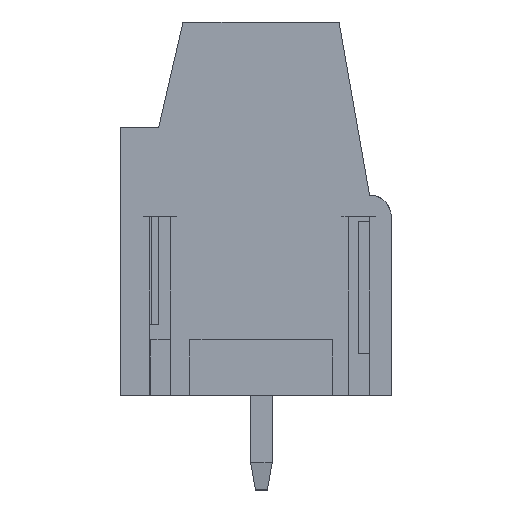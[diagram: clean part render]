
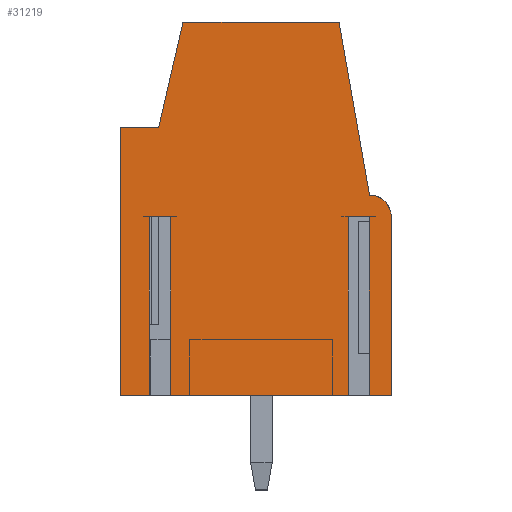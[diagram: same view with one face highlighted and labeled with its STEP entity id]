
A CAD part, left-side view. The second image highlights one B-rep face of the part: STEP entity #31219.
In plain terms, the highlighted planar face has unit normal (-1, 0, 0).
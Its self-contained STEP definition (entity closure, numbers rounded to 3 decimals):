
#31156=AXIS2_PLACEMENT_3D('Plane Axis2P3D',#31153,#31154,#31155) ;
#30131=CARTESIAN_POINT('Vertex',(0.,0.,3.5)) ;
#30134=CARTESIAN_POINT('Line Origine',(0.,0.405,3.5)) ;
#30138=CARTESIAN_POINT('Vertex',(0.,0.81,3.5)) ;
#30159=CARTESIAN_POINT('Vertex',(0.,1.59,3.5)) ;
#30162=CARTESIAN_POINT('Line Origine',(0.,4.875,3.5)) ;
#30166=CARTESIAN_POINT('Vertex',(0.,8.16,3.5)) ;
#30187=CARTESIAN_POINT('Vertex',(0.,8.94,3.5)) ;
#30190=CARTESIAN_POINT('Line Origine',(0.,9.47,3.5)) ;
#30194=CARTESIAN_POINT('Vertex',(0.,10.,3.5)) ;
#30638=CARTESIAN_POINT('Line Origine',(0.,10.,8.45)) ;
#30642=CARTESIAN_POINT('Vertex',(0.,10.,13.4)) ;
#30789=CARTESIAN_POINT('Vertex',(0.,8.6,13.4)) ;
#30792=CARTESIAN_POINT('Line Origine',(0.,8.15,15.35)) ;
#30796=CARTESIAN_POINT('Vertex',(0.,7.7,17.3)) ;
#30827=CARTESIAN_POINT('Line Origine',(0.,4.814,17.3)) ;
#30831=CARTESIAN_POINT('Vertex',(0.,1.928,17.3)) ;
#30894=CARTESIAN_POINT('Line Origine',(0.,1.364,14.1)) ;
#30898=CARTESIAN_POINT('Vertex',(0.,0.8,10.9)) ;
#30926=CARTESIAN_POINT('Control Point',(0.,0.,10.1)) ;
#30927=CARTESIAN_POINT('Control Point',(0.,0.,10.414)) ;
#30928=CARTESIAN_POINT('Control Point',(0.,0.168,10.732)) ;
#30929=CARTESIAN_POINT('Control Point',(0.,0.486,10.9)) ;
#30930=CARTESIAN_POINT('Control Point',(0.,0.8,10.9)) ;
#30931=CARTESIAN_POINT('Vertex',(0.,0.,10.1)) ;
#30960=CARTESIAN_POINT('Line Origine',(0.,0.,6.8)) ;
#31153=CARTESIAN_POINT('Axis2P3D Location',(0.,10.,0.3)) ;
#31158=CARTESIAN_POINT('Line Origine',(0.,1.59,6.8)) ;
#31162=CARTESIAN_POINT('Vertex',(0.,1.59,10.1)) ;
#31165=CARTESIAN_POINT('Line Origine',(0.,1.2,10.1)) ;
#31169=CARTESIAN_POINT('Vertex',(0.,0.81,10.1)) ;
#31172=CARTESIAN_POINT('Line Origine',(0.,0.81,6.8)) ;
#31177=CARTESIAN_POINT('Line Origine',(0.,9.3,13.4)) ;
#31182=CARTESIAN_POINT('Line Origine',(0.,8.94,6.8)) ;
#31186=CARTESIAN_POINT('Vertex',(0.,8.94,10.1)) ;
#31189=CARTESIAN_POINT('Line Origine',(0.,8.55,10.1)) ;
#31193=CARTESIAN_POINT('Vertex',(0.,8.16,10.1)) ;
#31196=CARTESIAN_POINT('Line Origine',(0.,8.16,6.8)) ;
#30135=DIRECTION('Vector Direction',(0.,-1.,0.)) ;
#30163=DIRECTION('Vector Direction',(0.,-1.,0.)) ;
#30191=DIRECTION('Vector Direction',(0.,-1.,0.)) ;
#30639=DIRECTION('Vector Direction',(0.,0.,-1.)) ;
#30793=DIRECTION('Vector Direction',(0.,0.225,-0.974)) ;
#30828=DIRECTION('Vector Direction',(0.,1.,0.)) ;
#30895=DIRECTION('Vector Direction',(0.,0.174,0.985)) ;
#30961=DIRECTION('Vector Direction',(0.,0.,1.)) ;
#31154=DIRECTION('Axis2P3D Direction',(-1.,0.,0.)) ;
#31155=DIRECTION('Axis2P3D XDirection',(0.,1.,0.)) ;
#31159=DIRECTION('Vector Direction',(0.,0.,1.)) ;
#31166=DIRECTION('Vector Direction',(0.,1.,0.)) ;
#31173=DIRECTION('Vector Direction',(0.,0.,1.)) ;
#31178=DIRECTION('Vector Direction',(0.,1.,0.)) ;
#31183=DIRECTION('Vector Direction',(0.,0.,1.)) ;
#31190=DIRECTION('Vector Direction',(0.,1.,0.)) ;
#31197=DIRECTION('Vector Direction',(0.,0.,1.)) ;
#30136=VECTOR('Line Direction',#30135,1.) ;
#30164=VECTOR('Line Direction',#30163,1.) ;
#30192=VECTOR('Line Direction',#30191,1.) ;
#30640=VECTOR('Line Direction',#30639,1.) ;
#30794=VECTOR('Line Direction',#30793,1.) ;
#30829=VECTOR('Line Direction',#30828,1.) ;
#30896=VECTOR('Line Direction',#30895,1.) ;
#30962=VECTOR('Line Direction',#30961,1.) ;
#31160=VECTOR('Line Direction',#31159,1.) ;
#31167=VECTOR('Line Direction',#31166,1.) ;
#31174=VECTOR('Line Direction',#31173,1.) ;
#31179=VECTOR('Line Direction',#31178,1.) ;
#31184=VECTOR('Line Direction',#31183,1.) ;
#31191=VECTOR('Line Direction',#31190,1.) ;
#31198=VECTOR('Line Direction',#31197,1.) ;
#31202=ORIENTED_EDGE('',*,*,#30168,.T.) ;
#31203=ORIENTED_EDGE('',*,*,#31164,.T.) ;
#31204=ORIENTED_EDGE('',*,*,#31171,.F.) ;
#31205=ORIENTED_EDGE('',*,*,#31176,.F.) ;
#31206=ORIENTED_EDGE('',*,*,#30140,.T.) ;
#31207=ORIENTED_EDGE('',*,*,#30964,.T.) ;
#31208=ORIENTED_EDGE('',*,*,#30933,.T.) ;
#31209=ORIENTED_EDGE('',*,*,#30900,.T.) ;
#31210=ORIENTED_EDGE('',*,*,#30833,.T.) ;
#31211=ORIENTED_EDGE('',*,*,#30798,.T.) ;
#31212=ORIENTED_EDGE('',*,*,#31181,.T.) ;
#31213=ORIENTED_EDGE('',*,*,#30644,.T.) ;
#31214=ORIENTED_EDGE('',*,*,#30196,.T.) ;
#31215=ORIENTED_EDGE('',*,*,#31188,.T.) ;
#31216=ORIENTED_EDGE('',*,*,#31195,.F.) ;
#31217=ORIENTED_EDGE('',*,*,#31200,.F.) ;
#31219=ADVANCED_FACE('HOUSING',(#31218),#31157,.T.) ;
#30925=B_SPLINE_CURVE_WITH_KNOTS('',4,(#30926,#30927,#30928,#30929,#30930),.UNSPECIFIED.,.F.,.U.,(5,5),(-0.628,0.628),.UNSPECIFIED.) ;
#30140=EDGE_CURVE('',#30139,#30132,#30137,.T.) ;
#30168=EDGE_CURVE('',#30167,#30160,#30165,.T.) ;
#30196=EDGE_CURVE('',#30195,#30188,#30193,.T.) ;
#30644=EDGE_CURVE('',#30643,#30195,#30641,.T.) ;
#30798=EDGE_CURVE('',#30797,#30790,#30795,.T.) ;
#30833=EDGE_CURVE('',#30832,#30797,#30830,.T.) ;
#30900=EDGE_CURVE('',#30899,#30832,#30897,.T.) ;
#30933=EDGE_CURVE('',#30932,#30899,#30925,.T.) ;
#30964=EDGE_CURVE('',#30132,#30932,#30963,.T.) ;
#31164=EDGE_CURVE('',#30160,#31163,#31161,.T.) ;
#31171=EDGE_CURVE('',#31170,#31163,#31168,.T.) ;
#31176=EDGE_CURVE('',#30139,#31170,#31175,.T.) ;
#31181=EDGE_CURVE('',#30790,#30643,#31180,.T.) ;
#31188=EDGE_CURVE('',#30188,#31187,#31185,.T.) ;
#31195=EDGE_CURVE('',#31194,#31187,#31192,.T.) ;
#31200=EDGE_CURVE('',#30167,#31194,#31199,.T.) ;
#31201=EDGE_LOOP('',(#31202,#31203,#31204,#31205,#31206,#31207,#31208,#31209,#31210,#31211,#31212,#31213,#31214,#31215,#31216,#31217)) ;
#31218=FACE_OUTER_BOUND('',#31201,.T.) ;
#30137=LINE('Line',#30134,#30136) ;
#30165=LINE('Line',#30162,#30164) ;
#30193=LINE('Line',#30190,#30192) ;
#30641=LINE('Line',#30638,#30640) ;
#30795=LINE('Line',#30792,#30794) ;
#30830=LINE('Line',#30827,#30829) ;
#30897=LINE('Line',#30894,#30896) ;
#30963=LINE('Line',#30960,#30962) ;
#31161=LINE('Line',#31158,#31160) ;
#31168=LINE('Line',#31165,#31167) ;
#31175=LINE('Line',#31172,#31174) ;
#31180=LINE('Line',#31177,#31179) ;
#31185=LINE('Line',#31182,#31184) ;
#31192=LINE('Line',#31189,#31191) ;
#31199=LINE('Line',#31196,#31198) ;
#31157=PLANE('',#31156) ;
#30132=VERTEX_POINT('',#30131) ;
#30139=VERTEX_POINT('',#30138) ;
#30160=VERTEX_POINT('',#30159) ;
#30167=VERTEX_POINT('',#30166) ;
#30188=VERTEX_POINT('',#30187) ;
#30195=VERTEX_POINT('',#30194) ;
#30643=VERTEX_POINT('',#30642) ;
#30790=VERTEX_POINT('',#30789) ;
#30797=VERTEX_POINT('',#30796) ;
#30832=VERTEX_POINT('',#30831) ;
#30899=VERTEX_POINT('',#30898) ;
#30932=VERTEX_POINT('',#30931) ;
#31163=VERTEX_POINT('',#31162) ;
#31170=VERTEX_POINT('',#31169) ;
#31187=VERTEX_POINT('',#31186) ;
#31194=VERTEX_POINT('',#31193) ;
